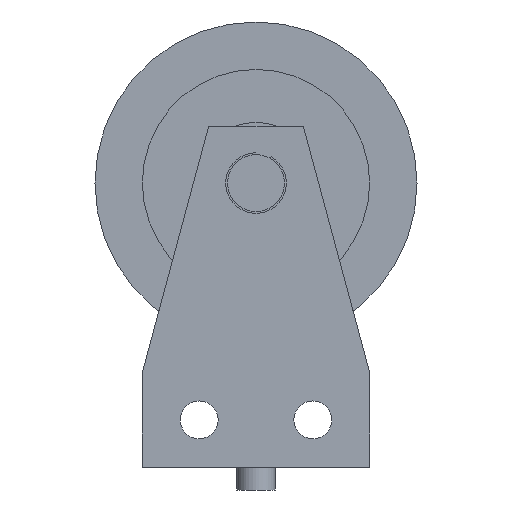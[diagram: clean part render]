
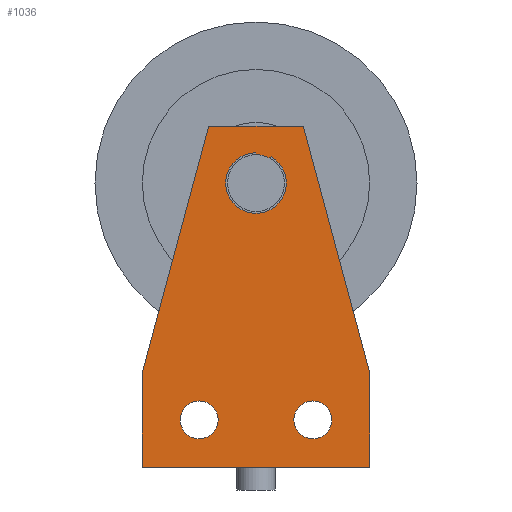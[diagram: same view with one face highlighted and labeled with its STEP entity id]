
A CAD part, front view. The second image highlights one B-rep face of the part: STEP entity #1036.
In plain terms, the highlighted planar face has unit normal (0, -1, 0).
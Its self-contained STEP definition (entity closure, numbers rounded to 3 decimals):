
#129=CIRCLE('',#1226,10.);
#130=CIRCLE('',#1227,10.);
#131=CIRCLE('',#1228,15.);
#255=ORIENTED_EDGE('',*,*,#443,.F.);
#256=ORIENTED_EDGE('',*,*,#444,.F.);
#257=ORIENTED_EDGE('',*,*,#445,.F.);
#258=ORIENTED_EDGE('',*,*,#422,.F.);
#259=ORIENTED_EDGE('',*,*,#438,.F.);
#260=ORIENTED_EDGE('',*,*,#435,.F.);
#261=ORIENTED_EDGE('',*,*,#432,.F.);
#262=ORIENTED_EDGE('',*,*,#429,.F.);
#263=ORIENTED_EDGE('',*,*,#426,.F.);
#422=EDGE_CURVE('',#528,#529,#616,.T.);
#426=EDGE_CURVE('',#529,#532,#620,.T.);
#429=EDGE_CURVE('',#532,#534,#623,.T.);
#432=EDGE_CURVE('',#534,#536,#626,.T.);
#435=EDGE_CURVE('',#536,#538,#629,.T.);
#438=EDGE_CURVE('',#538,#528,#632,.T.);
#443=EDGE_CURVE('',#543,#543,#129,.T.);
#444=EDGE_CURVE('',#544,#544,#130,.T.);
#445=EDGE_CURVE('',#545,#545,#131,.T.);
#528=VERTEX_POINT('',#1759);
#529=VERTEX_POINT('',#1760);
#532=VERTEX_POINT('',#1768);
#534=VERTEX_POINT('',#1774);
#536=VERTEX_POINT('',#1780);
#538=VERTEX_POINT('',#1786);
#543=VERTEX_POINT('',#1802);
#544=VERTEX_POINT('',#1804);
#545=VERTEX_POINT('',#1806);
#616=LINE('',#1758,#662);
#620=LINE('',#1767,#666);
#623=LINE('',#1773,#669);
#626=LINE('',#1779,#672);
#629=LINE('',#1785,#675);
#632=LINE('',#1791,#678);
#662=VECTOR('',#1406,1000.);
#666=VECTOR('',#1412,1000.);
#669=VECTOR('',#1417,1000.);
#672=VECTOR('',#1422,1000.);
#675=VECTOR('',#1427,1000.);
#678=VECTOR('',#1432,1000.);
#728=EDGE_LOOP('',(#255));
#729=EDGE_LOOP('',(#256));
#730=EDGE_LOOP('',(#257));
#731=EDGE_LOOP('',(#258,#259,#260,#261,#262,#263));
#866=FACE_BOUND('',#728,.T.);
#867=FACE_BOUND('',#729,.T.);
#868=FACE_BOUND('',#730,.T.);
#869=FACE_BOUND('',#731,.T.);
#986=PLANE('',#1225);
#1036=ADVANCED_FACE('',(#866,#867,#868,#869),#986,.F.);
#1225=AXIS2_PLACEMENT_3D('',#1800,#1442,#1443);
#1226=AXIS2_PLACEMENT_3D('',#1801,#1444,#1445);
#1227=AXIS2_PLACEMENT_3D('',#1803,#1446,#1447);
#1228=AXIS2_PLACEMENT_3D('',#1805,#1448,#1449);
#1406=DIRECTION('',(0.,0.,1.));
#1412=DIRECTION('',(1.,0.,0.));
#1417=DIRECTION('',(0.,0.,-1.));
#1422=DIRECTION('',(-0.26,0.,-0.966));
#1427=DIRECTION('',(-1.,0.,0.));
#1432=DIRECTION('',(-0.26,0.,0.966));
#1442=DIRECTION('',(0.,1.,0.));
#1443=DIRECTION('',(0.,0.,1.));
#1444=DIRECTION('',(0.,-1.,0.));
#1445=DIRECTION('',(1.,0.,0.));
#1446=DIRECTION('',(0.,-1.,0.));
#1447=DIRECTION('',(1.,0.,0.));
#1448=DIRECTION('',(0.,-1.,0.));
#1449=DIRECTION('',(1.,0.,0.));
#1758=CARTESIAN_POINT('',(-41.396,0.,47.354));
#1759=CARTESIAN_POINT('',(-41.396,0.,-2.646));
#1760=CARTESIAN_POINT('',(-41.396,0.,47.354));
#1767=CARTESIAN_POINT('',(-41.396,0.,47.354));
#1768=CARTESIAN_POINT('',(78.604,0.,47.354));
#1773=CARTESIAN_POINT('',(78.604,0.,47.354));
#1774=CARTESIAN_POINT('',(78.604,0.,-2.646));
#1779=CARTESIAN_POINT('',(78.604,0.,-2.646));
#1780=CARTESIAN_POINT('',(43.604,0.,-132.646));
#1785=CARTESIAN_POINT('',(43.604,0.,-132.646));
#1786=CARTESIAN_POINT('',(-6.396,0.,-132.646));
#1791=CARTESIAN_POINT('',(-41.396,0.,-2.646));
#1800=CARTESIAN_POINT('',(-41.396,0.,47.354));
#1801=CARTESIAN_POINT('',(-11.396,0.,22.354));
#1802=CARTESIAN_POINT('',(-1.396,0.,22.354));
#1803=CARTESIAN_POINT('',(48.604,0.,22.354));
#1804=CARTESIAN_POINT('',(58.604,0.,22.354));
#1805=CARTESIAN_POINT('',(18.604,0.,-102.646));
#1806=CARTESIAN_POINT('',(33.604,0.,-102.646));
